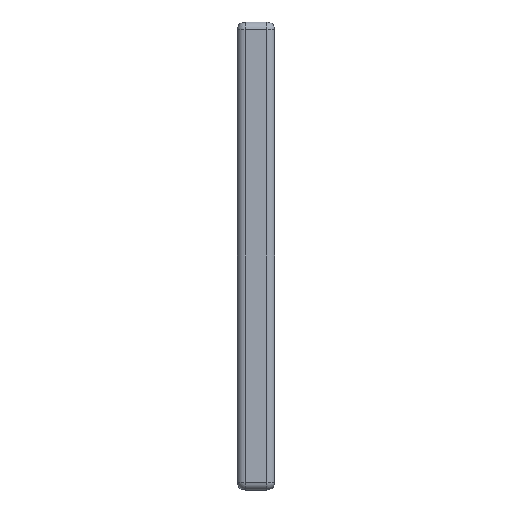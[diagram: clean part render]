
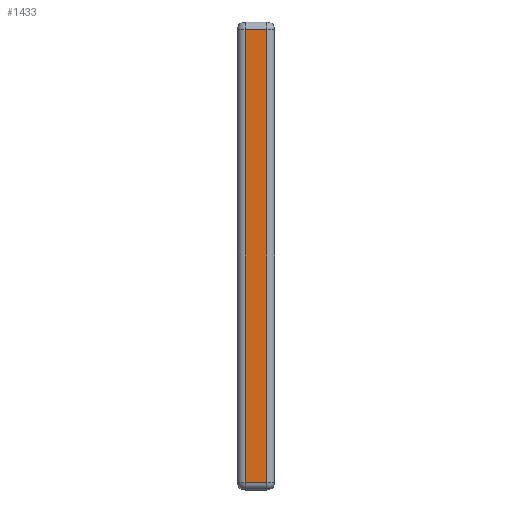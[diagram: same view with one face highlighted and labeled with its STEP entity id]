
A CAD part, left-side view. The second image highlights one B-rep face of the part: STEP entity #1433.
In plain terms, the highlighted planar face has unit normal (-1, 0, 0).
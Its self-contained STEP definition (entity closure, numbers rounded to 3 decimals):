
#280=FACE_OUTER_BOUND('',#391,.T.);
#391=EDGE_LOOP('',(#1163,#1164,#1165,#1166));
#504=LINE('',#2270,#601);
#506=LINE('',#2273,#603);
#515=LINE('',#2286,#612);
#517=LINE('',#2289,#614);
#601=VECTOR('',#1812,10.);
#603=VECTOR('',#1816,10.);
#612=VECTOR('',#1833,10.);
#614=VECTOR('',#1837,10.);
#692=VERTEX_POINT('',#2218);
#700=VERTEX_POINT('',#2237);
#702=VERTEX_POINT('',#2246);
#709=VERTEX_POINT('',#2261);
#848=EDGE_CURVE('',#702,#709,#504,.T.);
#850=EDGE_CURVE('',#709,#700,#506,.T.);
#859=EDGE_CURVE('',#692,#702,#515,.T.);
#861=EDGE_CURVE('',#700,#692,#517,.T.);
#1163=ORIENTED_EDGE('',*,*,#848,.F.);
#1164=ORIENTED_EDGE('',*,*,#859,.F.);
#1165=ORIENTED_EDGE('',*,*,#861,.F.);
#1166=ORIENTED_EDGE('',*,*,#850,.F.);
#1390=PLANE('',#1587);
#1433=ADVANCED_FACE('',(#280),#1390,.T.);
#1587=AXIS2_PLACEMENT_3D('',#2376,#1925,#1926);
#1812=DIRECTION('',(0.,-1.,0.));
#1816=DIRECTION('',(0.,0.,-1.));
#1833=DIRECTION('',(0.,0.,1.));
#1837=DIRECTION('',(0.,1.,0.));
#1925=DIRECTION('center_axis',(-1.,0.,0.));
#1926=DIRECTION('ref_axis',(0.,0.,
1.));
#2218=CARTESIAN_POINT('',(-62.799,2.74,-42.404));
#2237=CARTESIAN_POINT('',(-62.799,-1.36,-42.404));
#2246=CARTESIAN_POINT('',(-62.799,2.74,42.496));
#2261=CARTESIAN_POINT('',(-62.799,-1.36,42.496));
#2270=CARTESIAN_POINT('',(-62.799,-2.86,42.496));
#2273=CARTESIAN_POINT('',(-62.799,-1.36,-21.929));
#2286=CARTESIAN_POINT('',(-62.799,2.74,-21.929));
#2289=CARTESIAN_POINT('',(-62.799,-2.86,-42.404));
#2376=CARTESIAN_POINT('Origin',(-62.799,-2.86,-43.904));
